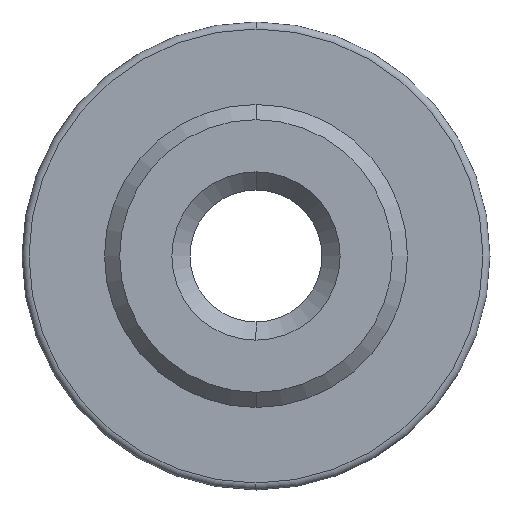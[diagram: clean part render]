
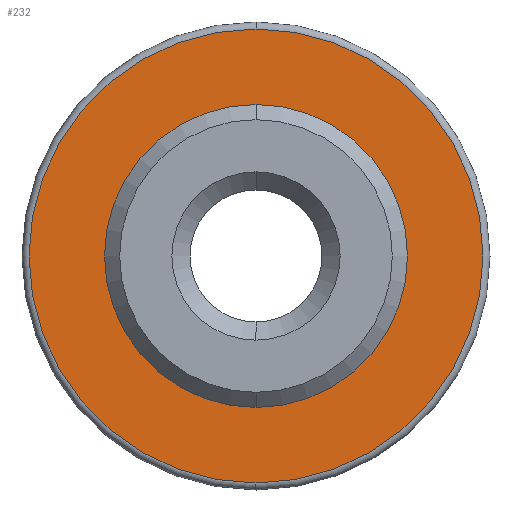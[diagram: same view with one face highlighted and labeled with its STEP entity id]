
A CAD part, left-side view. The second image highlights one B-rep face of the part: STEP entity #232.
In plain terms, the highlighted planar face has unit normal (-1, 0, 0).
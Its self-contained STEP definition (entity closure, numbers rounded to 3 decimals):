
#232=ADVANCED_FACE('',(#588,#589),#590,.T.);
#588=FACE_BOUND('',#1076,.T.);
#589=FACE_OUTER_BOUND('',#1077,.T.);
#590=PLANE('',#1078);
#1076=EDGE_LOOP('',(#1688,#1689));
#1077=EDGE_LOOP('',(#1690,#1691));
#1078=AXIS2_PLACEMENT_3D('',#1692,#1693,#1694);
#1688=ORIENTED_EDGE('',*,*,#2875,.F.);
#1689=ORIENTED_EDGE('',*,*,#2955,.F.);
#1690=ORIENTED_EDGE('',*,*,#2953,.T.);
#1691=ORIENTED_EDGE('',*,*,#2881,.T.);
#1692=CARTESIAN_POINT('',(1.53,0.,-2.248));
#1693=DIRECTION('',(-1.0,0.0,0.));
#1694=DIRECTION('',(0.,0.0,-1.0));
#2875=EDGE_CURVE('',#3424,#3426,#3427,.T.);
#2881=EDGE_CURVE('',#3431,#3435,#3437,.T.);
#2953=EDGE_CURVE('',#3435,#3431,#3537,.T.);
#2955=EDGE_CURVE('',#3426,#3424,#3539,.T.);
#3424=VERTEX_POINT('',#4230);
#3426=VERTEX_POINT('',#4233);
#3427=CIRCLE('',#4234,1.8);
#3431=VERTEX_POINT('',#4239);
#3435=VERTEX_POINT('',#4243);
#3437=CIRCLE('',#4245,2.697);
#3537=CIRCLE('',#4363,2.697);
#3539=CIRCLE('',#4365,1.8);
#4230=CARTESIAN_POINT('',(1.53,0.,-1.8));
#4233=CARTESIAN_POINT('',(1.53,0.,1.8));
#4234=AXIS2_PLACEMENT_3D('',#5375,#5376,#5377);
#4239=CARTESIAN_POINT('',(1.53,0.,2.697));
#4243=CARTESIAN_POINT('',(1.53,0.,-2.697));
#4245=AXIS2_PLACEMENT_3D('',#5388,#5389,#5390);
#4363=AXIS2_PLACEMENT_3D('',#5496,#5497,#5498);
#4365=AXIS2_PLACEMENT_3D('',#5499,#5500,#5501);
#5375=CARTESIAN_POINT('',(1.53,0.0,0.));
#5376=DIRECTION('',(-1.0,0.0,0.));
#5377=DIRECTION('',(0.,0.0,-1.0));
#5388=CARTESIAN_POINT('',(1.53,0.0,0.));
#5389=DIRECTION('',(-1.0,0.0,0.));
#5390=DIRECTION('',(0.,0.0,-1.0));
#5496=CARTESIAN_POINT('',(1.53,0.0,0.));
#5497=DIRECTION('',(-1.0,0.0,0.));
#5498=DIRECTION('',(0.,0.0,-1.0));
#5499=CARTESIAN_POINT('',(1.53,0.0,0.));
#5500=DIRECTION('',(-1.0,0.0,0.));
#5501=DIRECTION('',(0.,0.0,-1.0));
